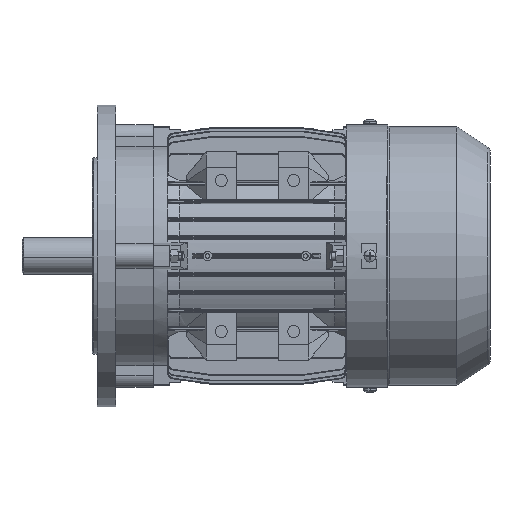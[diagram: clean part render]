
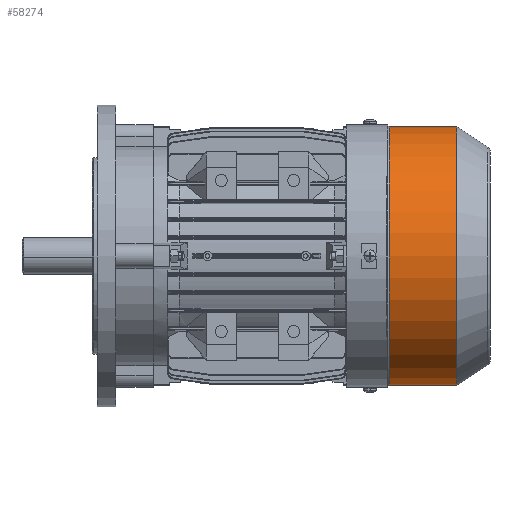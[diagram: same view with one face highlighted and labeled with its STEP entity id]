
A CAD part, front view. The second image highlights one B-rep face of the part: STEP entity #58274.
In plain terms, the highlighted cylindrical face has radius 85.8 mm (diameter 171.6 mm), a partial arc.
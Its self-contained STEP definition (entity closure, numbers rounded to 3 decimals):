
#4093 = VERTEX_POINT ( 'NONE', #83474 ) ;
#4097 = VERTEX_POINT ( 'NONE', #83574 ) ;
#4099 = EDGE_CURVE ( 'NONE', #4097, #4124, #83572, .T. ) ;
#4122 = VERTEX_POINT ( 'NONE', #83524 ) ;
#4124 = VERTEX_POINT ( 'NONE', #83522 ) ;
#4231 = EDGE_CURVE ( 'NONE', #4093, #4122, #83788, .T. ) ;
#31818 = DIRECTION ( 'NONE',  ( 0., 0., 1. ) ) ;
#31819 = DIRECTION ( 'NONE',  ( -1., 0., 0. ) ) ;
#31820 = CARTESIAN_POINT ( 'NONE',  ( 0., 0., 0. ) ) ;
#31821 = AXIS2_PLACEMENT_3D ( 'NONE', #31820, #31819, #31818 ) ;
#31823 = CYLINDRICAL_SURFACE ( 'NONE', #31821, 85.8 ) ;
#31824 = FACE_OUTER_BOUND ( 'NONE', #58065, .T. ) ;
#39798 = DIRECTION ( 'NONE',  ( 0., 0., 1. ) ) ;
#39799 = DIRECTION ( 'NONE',  ( -1., 0., 0. ) ) ;
#39800 = CARTESIAN_POINT ( 'NONE',  ( 28.25, 0., 0. ) ) ;
#39801 = AXIS2_PLACEMENT_3D ( 'NONE', #39800, #39799, #39798 ) ;
#39802 = CIRCLE ( 'NONE', #39801, 85.8 ) ;
#44018 = DIRECTION ( 'NONE',  ( 0., 0., 1. ) ) ;
#44019 = DIRECTION ( 'NONE',  ( -1., 0., 0. ) ) ;
#44020 = CARTESIAN_POINT ( 'NONE',  ( 73., 0., 0. ) ) ;
#44021 = AXIS2_PLACEMENT_3D ( 'NONE', #44020, #44019, #44018 ) ;
#44022 = CIRCLE ( 'NONE', #44021, 85.8 ) ;
#58065 = EDGE_LOOP ( 'NONE', ( #59054, #59307, #60278, #60651 ) ) ;
#58274 = ADVANCED_FACE ( 'NONE', ( #31824 ), #31823, .T. ) ;
#59054 = ORIENTED_EDGE ( 'NONE', *, *, #4099, .F. ) ;
#59307 = ORIENTED_EDGE ( 'NONE', *, *, #70629, .T. ) ;
#60278 = ORIENTED_EDGE ( 'NONE', *, *, #4231, .T. ) ;
#60651 = ORIENTED_EDGE ( 'NONE', *, *, #65847, .F. ) ;
#65847 = EDGE_CURVE ( 'NONE', #4124, #4122, #39802, .T. ) ;
#70629 = EDGE_CURVE ( 'NONE', #4097, #4093, #44022, .T. ) ;
#83474 = CARTESIAN_POINT ( 'NONE',  ( 73., 0., 85.8 ) ) ;
#83522 = CARTESIAN_POINT ( 'NONE',  ( 28.25, 0., -85.8 ) ) ;
#83524 = CARTESIAN_POINT ( 'NONE',  ( 28.25, 0., 85.8 ) ) ;
#83568 = DIRECTION ( 'NONE',  ( -1., 0., 0. ) ) ;
#83570 = VECTOR ( 'NONE', #83568, 1000. ) ;
#83571 = CARTESIAN_POINT ( 'NONE',  ( 0., 0., -85.8 ) ) ;
#83572 = LINE ( 'NONE', #83571, #83570 ) ;
#83574 = CARTESIAN_POINT ( 'NONE',  ( 73., 0., -85.8 ) ) ;
#83785 = DIRECTION ( 'NONE',  ( -1., 0., 0. ) ) ;
#83786 = VECTOR ( 'NONE', #83785, 1000. ) ;
#83787 = CARTESIAN_POINT ( 'NONE',  ( 0., 0., 85.8 ) ) ;
#83788 = LINE ( 'NONE', #83787, #83786 ) ;
